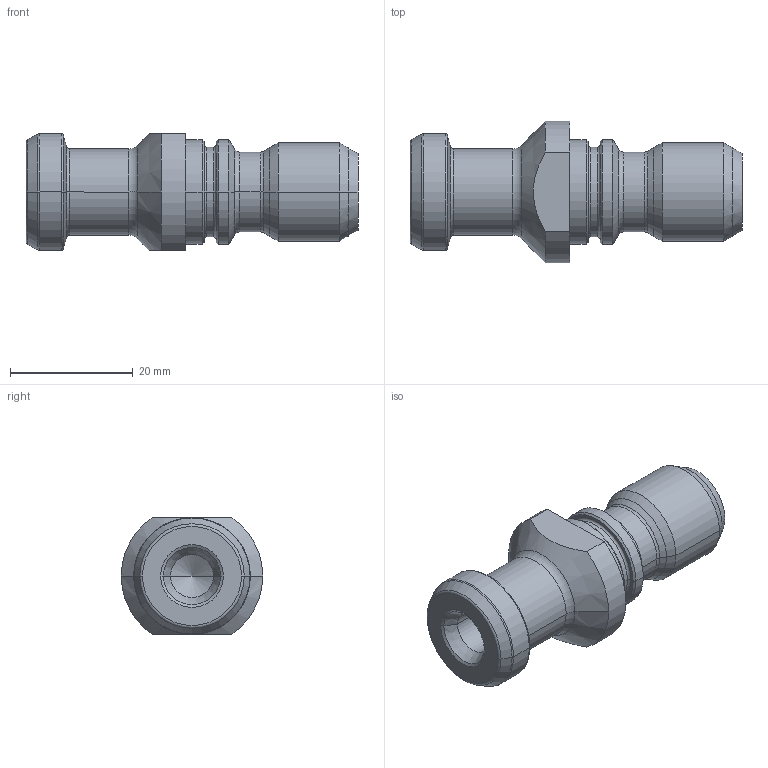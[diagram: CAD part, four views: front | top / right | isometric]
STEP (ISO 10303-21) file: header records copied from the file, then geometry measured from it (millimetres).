
FILE_DESCRIPTION((''),'2;1');
FILE_NAME('88-202-40','2012-04-13T',('mei'),(''),'PRO/ENGINEER BY PARAMETRIC TECHNOLOGY CORPORATION, 2010430','PRO/ENGINEER BY PARAMETRIC TECHNOLOGY CORPORATION, 2010430','');
FILE_SCHEMA(('CONFIG_CONTROL_DESIGN'));
Length unit declared in the file: millimetre
Products named in the file (1): 88-202-40
Bounding box: 54 x 23 x 19 mm (x, y, z)
Volume: 10230.6 mm3; surface area: 4767.5 mm2
Topology: 1 solids, 2 shells, 69 faces, 144 edges, 77 vertices
Faces by surface type: cone 26, cylinder 20, torus 18, plane 5
Entity records: 1862 total; most frequent: DIRECTION 370, CARTESIAN_POINT 309, ORIENTED_EDGE 280, AXIS2_PLACEMENT_3D 160, EDGE_CURVE 142, CIRCLE 90, VERTEX_POINT 77, EDGE_LOOP 71
